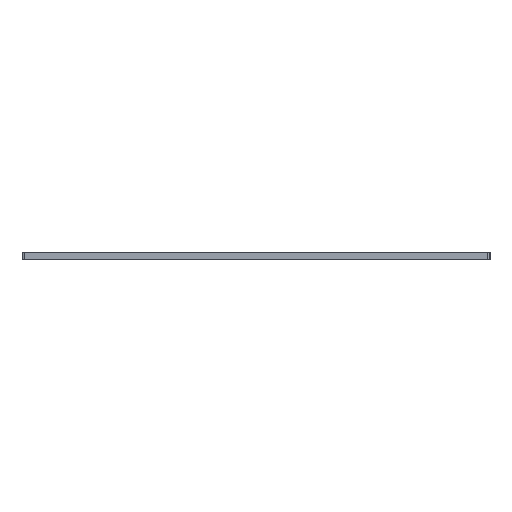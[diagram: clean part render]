
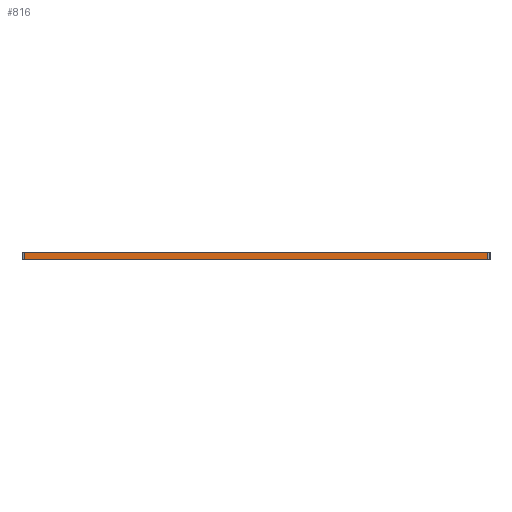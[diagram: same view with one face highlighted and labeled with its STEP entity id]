
A CAD part, left-side view. The second image highlights one B-rep face of the part: STEP entity #816.
In plain terms, the highlighted planar face has unit normal (-1, 0, 0).
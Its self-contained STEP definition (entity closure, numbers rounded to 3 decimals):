
#36 = ORIENTED_EDGE ( 'NONE', *, *, #444, .T. ) ;
#45 = CARTESIAN_POINT ( 'NONE',  ( -230., 99., 0. ) ) ;
#64 = EDGE_LOOP ( 'NONE', ( #1377, #36, #443, #168 ) ) ;
#168 = ORIENTED_EDGE ( 'NONE', *, *, #418, .T. ) ;
#249 = LINE ( 'NONE', #1307, #1681 ) ;
#250 = CARTESIAN_POINT ( 'NONE',  ( -230., -99., 0. ) ) ;
#380 = DIRECTION ( 'NONE',  ( 0., -1., 0. ) ) ;
#390 = CARTESIAN_POINT ( 'NONE',  ( -230., -99., 3. ) ) ;
#418 = EDGE_CURVE ( 'NONE', #1742, #460, #1709, .T. ) ;
#443 = ORIENTED_EDGE ( 'NONE', *, *, #2526, .F. ) ;
#444 = EDGE_CURVE ( 'NONE', #2514, #2480, #249, .T. ) ;
#452 = AXIS2_PLACEMENT_3D ( 'NONE', #2559, #2359, #1314 ) ;
#459 = EDGE_CURVE ( 'NONE', #460, #2514, #1117, .T. ) ;
#460 = VERTEX_POINT ( 'NONE', #45 ) ;
#469 = DIRECTION ( 'NONE',  ( 0., 0., -1. ) ) ;
#816 = ADVANCED_FACE ( 'NONE', ( #967 ), #1514, .F. ) ;
#928 = VECTOR ( 'NONE', #1869, 1000. ) ;
#967 = FACE_OUTER_BOUND ( 'NONE', #64, .T. ) ;
#1058 = DIRECTION ( 'NONE',  ( 0., 0., 1. ) ) ;
#1117 = LINE ( 'NONE', #1927, #928 ) ;
#1140 = VECTOR ( 'NONE', #469, 1000. ) ;
#1307 = CARTESIAN_POINT ( 'NONE',  ( -230., -99., 3. ) ) ;
#1314 = DIRECTION ( 'NONE',  ( 0., 1., 0. ) ) ;
#1377 = ORIENTED_EDGE ( 'NONE', *, *, #459, .T. ) ;
#1378 = CARTESIAN_POINT ( 'NONE',  ( -230., 100., 3. ) ) ;
#1514 = PLANE ( 'NONE',  #452 ) ;
#1555 = VECTOR ( 'NONE', #380, 1000. ) ;
#1681 = VECTOR ( 'NONE', #1058, 1000. ) ;
#1709 = LINE ( 'NONE', #1881, #1140 ) ;
#1742 = VERTEX_POINT ( 'NONE', #2315 ) ;
#1869 = DIRECTION ( 'NONE',  ( 0., -1., 0. ) ) ;
#1870 = LINE ( 'NONE', #1378, #1555 ) ;
#1881 = CARTESIAN_POINT ( 'NONE',  ( -230., 99., 3. ) ) ;
#1927 = CARTESIAN_POINT ( 'NONE',  ( -230., 100., 0. ) ) ;
#2315 = CARTESIAN_POINT ( 'NONE',  ( -230., 99., 3. ) ) ;
#2359 = DIRECTION ( 'NONE',  ( 1., 0., 0. ) ) ;
#2480 = VERTEX_POINT ( 'NONE', #390 ) ;
#2514 = VERTEX_POINT ( 'NONE', #250 ) ;
#2526 = EDGE_CURVE ( 'NONE', #1742, #2480, #1870, .T. ) ;
#2559 = CARTESIAN_POINT ( 'NONE',  ( -230., 100., 3. ) ) ;
